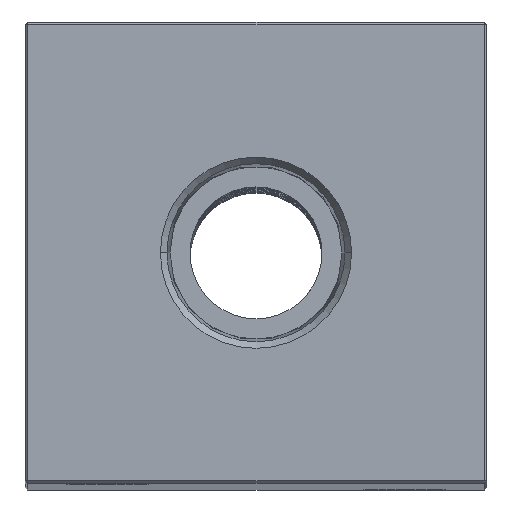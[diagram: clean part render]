
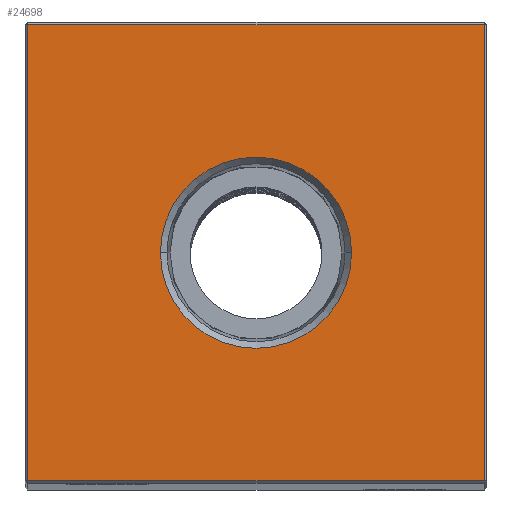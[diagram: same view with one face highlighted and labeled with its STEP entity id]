
A CAD part, top view. The second image highlights one B-rep face of the part: STEP entity #24698.
In plain terms, the highlighted planar face has unit normal (0, 0, 1).
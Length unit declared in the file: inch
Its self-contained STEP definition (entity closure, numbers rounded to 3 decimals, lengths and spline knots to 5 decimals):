
#265 = ORIENTED_EDGE ( 'NONE', *, *, #12978, .T. ) ;
#301 = CARTESIAN_POINT ( 'NONE',  ( 0.865, 0., 14.25 ) ) ;
#1111 = CARTESIAN_POINT ( 'NONE',  ( -0.865, 0., 14.25 ) ) ;
#1798 = VERTEX_POINT ( 'NONE', #24099 ) ;
#1877 = AXIS2_PLACEMENT_3D ( 'NONE', #15486, #7364, #13258 ) ;
#2484 = EDGE_CURVE ( 'NONE', #1798, #18314, #5441, .T. ) ;
#2815 = LINE ( 'NONE', #1111, #11622 ) ;
#3631 = PLANE ( 'NONE',  #5776 ) ;
#4473 = DIRECTION ( 'NONE',  ( -1., 0., 0. ) ) ;
#4773 = DIRECTION ( 'NONE',  ( 0., -1., 0. ) ) ;
#4936 = ORIENTED_EDGE ( 'NONE', *, *, #25600, .F. ) ;
#5441 = CIRCLE ( 'NONE', #1877, 0.3626 ) ;
#5718 = DIRECTION ( 'NONE',  ( -1., 0., 0. ) ) ;
#5776 = AXIS2_PLACEMENT_3D ( 'NONE', #23066, #24891, #5718 ) ;
#5856 = VERTEX_POINT ( 'NONE', #26383 ) ;
#5968 = CARTESIAN_POINT ( 'NONE',  ( 0., -0.865, 14.25 ) ) ;
#6415 = CARTESIAN_POINT ( 'NONE',  ( 0., 0.865, 14.25 ) ) ;
#6701 = CARTESIAN_POINT ( 'NONE',  ( 0.3626, 0., 14.25 ) ) ;
#6986 = CARTESIAN_POINT ( 'NONE',  ( 0.865, -0.865, 14.25 ) ) ;
#7364 = DIRECTION ( 'NONE',  ( 0., 0., 1. ) ) ;
#7786 = LINE ( 'NONE', #5968, #15175 ) ;
#8014 = AXIS2_PLACEMENT_3D ( 'NONE', #13131, #21665, #8519 ) ;
#8519 = DIRECTION ( 'NONE',  ( 1., 0., 0. ) ) ;
#11622 = VECTOR ( 'NONE', #4773, 39.37008 ) ;
#12727 = EDGE_LOOP ( 'NONE', ( #265, #26703, #19592, #26875 ) ) ;
#12972 = VECTOR ( 'NONE', #21703, 39.37008 ) ;
#12978 = EDGE_CURVE ( 'NONE', #22831, #18576, #2815, .T. ) ;
#13131 = CARTESIAN_POINT ( 'NONE',  ( 0., 0., 14.25 ) ) ;
#13258 = DIRECTION ( 'NONE',  ( 1., 0., 0. ) ) ;
#15175 = VECTOR ( 'NONE', #16317, 39.37008 ) ;
#15486 = CARTESIAN_POINT ( 'NONE',  ( 0., 0., 14.25 ) ) ;
#16317 = DIRECTION ( 'NONE',  ( 1., 0., 0. ) ) ;
#18314 = VERTEX_POINT ( 'NONE', #6701 ) ;
#18415 = CARTESIAN_POINT ( 'NONE',  ( -0.865, -0.865, 14.25 ) ) ;
#18433 = FACE_OUTER_BOUND ( 'NONE', #12727, .T. ) ;
#18576 = VERTEX_POINT ( 'NONE', #18415 ) ;
#18684 = EDGE_LOOP ( 'NONE', ( #4936, #27329 ) ) ;
#19592 = ORIENTED_EDGE ( 'NONE', *, *, #26229, .T. ) ;
#20066 = CIRCLE ( 'NONE', #8014, 0.3626 ) ;
#21665 = DIRECTION ( 'NONE',  ( 0., 0., 1. ) ) ;
#21703 = DIRECTION ( 'NONE',  ( 0., 1., 0. ) ) ;
#21731 = CARTESIAN_POINT ( 'NONE',  ( -0.865, 0.865, 14.25 ) ) ;
#22794 = FACE_BOUND ( 'NONE', #18684, .T. ) ;
#22831 = VERTEX_POINT ( 'NONE', #21731 ) ;
#23066 = CARTESIAN_POINT ( 'NONE',  ( 0., 0., 14.25 ) ) ;
#23662 = LINE ( 'NONE', #301, #12972 ) ;
#23900 = VERTEX_POINT ( 'NONE', #6986 ) ;
#24099 = CARTESIAN_POINT ( 'NONE',  ( -0.3626, 0., 14.25 ) ) ;
#24698 = ADVANCED_FACE ( 'NONE', ( #18433, #22794 ), #3631, .F. ) ;
#24891 = DIRECTION ( 'NONE',  ( 0., 0., -1. ) ) ;
#25472 = VECTOR ( 'NONE', #4473, 39.37008 ) ;
#25592 = LINE ( 'NONE', #6415, #25472 ) ;
#25600 = EDGE_CURVE ( 'NONE', #18314, #1798, #20066, .T. ) ;
#25820 = EDGE_CURVE ( 'NONE', #18576, #23900, #7786, .T. ) ;
#26229 = EDGE_CURVE ( 'NONE', #23900, #5856, #23662, .T. ) ;
#26383 = CARTESIAN_POINT ( 'NONE',  ( 0.865, 0.865, 14.25 ) ) ;
#26543 = EDGE_CURVE ( 'NONE', #5856, #22831, #25592, .T. ) ;
#26703 = ORIENTED_EDGE ( 'NONE', *, *, #25820, .T. ) ;
#26875 = ORIENTED_EDGE ( 'NONE', *, *, #26543, .T. ) ;
#27329 = ORIENTED_EDGE ( 'NONE', *, *, #2484, .F. ) ;
